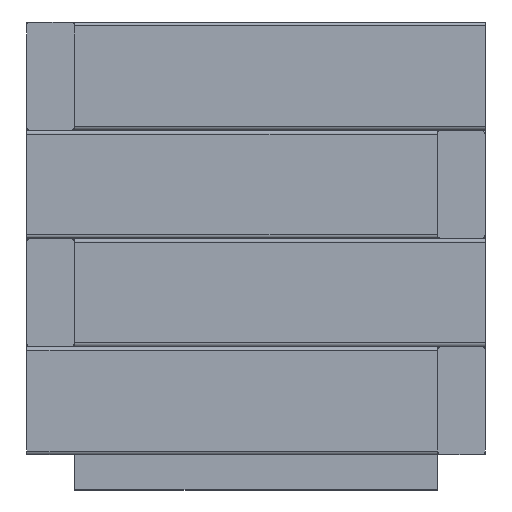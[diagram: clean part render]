
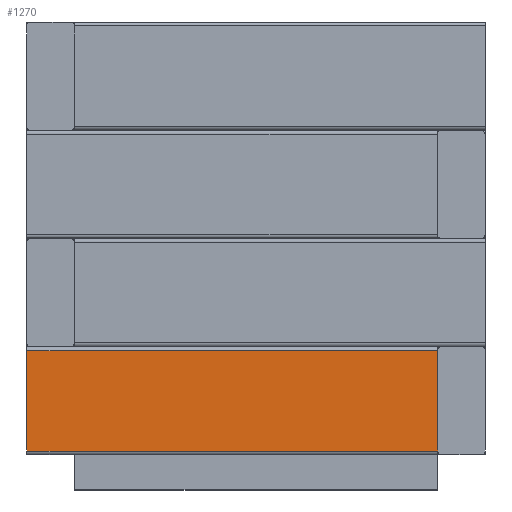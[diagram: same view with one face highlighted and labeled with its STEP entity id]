
A CAD part, left-side view. The second image highlights one B-rep face of the part: STEP entity #1270.
In plain terms, the highlighted planar face has unit normal (-1, 0, 0).
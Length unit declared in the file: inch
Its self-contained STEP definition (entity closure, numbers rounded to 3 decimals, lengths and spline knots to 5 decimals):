
#17=(
BOUNDED_CURVE()
B_SPLINE_CURVE(1,(#30117,#30118),.UNSPECIFIED.,.F.,.F.)
B_SPLINE_CURVE_WITH_KNOTS((2,2),(0.,96.),.UNSPECIFIED.)
CURVE()
GEOMETRIC_REPRESENTATION_ITEM()
RATIONAL_B_SPLINE_CURVE((1.,1.))
REPRESENTATION_ITEM('')
);
#1270=ADVANCED_FACE('',(#2478),#19224,.T.);
#2478=FACE_OUTER_BOUND('',#3687,.T.);
#3687=EDGE_LOOP('',(#8834,#8835,#8836,#8837));
#8834=ORIENTED_EDGE('',*,*,#12652,.T.);
#8835=ORIENTED_EDGE('',*,*,#12653,.T.);
#8836=ORIENTED_EDGE('',*,*,#12654,.F.);
#8837=ORIENTED_EDGE('',*,*,#12649,.F.);
#12649=EDGE_CURVE('',#18215,#18216,#17,.T.);
#12652=EDGE_CURVE('',#18215,#18218,#16396,.T.);
#12653=EDGE_CURVE('',#18218,#18219,#16397,.T.);
#12654=EDGE_CURVE('',#18216,#18219,#16398,.T.);
#16396=B_SPLINE_CURVE_WITH_KNOTS('',1,(#30124,#30125),.UNSPECIFIED.,.F.,
 .F.,(2,2),(5.20052,8.35052),.UNSPECIFIED.);
#16397=B_SPLINE_CURVE_WITH_KNOTS('',1,(#30126,#30127),.UNSPECIFIED.,.F.,
 .F.,(2,2),(0.,96.),.UNSPECIFIED.);
#16398=B_SPLINE_CURVE_WITH_KNOTS('',1,(#30128,#30129),.UNSPECIFIED.,.F.,
 .F.,(2,2),(5.20052,8.35052),.UNSPECIFIED.);
#18215=VERTEX_POINT('',#30099);
#18216=VERTEX_POINT('',#30100);
#18218=VERTEX_POINT('',#30102);
#18219=VERTEX_POINT('',#30103);
#19224=PLANE('',#20297);
#20297=AXIS2_PLACEMENT_3D('',#30089,#21833,$);
#21833=DIRECTION('',(-1.,0.,0.));
#30089=CARTESIAN_POINT('',(0.791,1.66448,0.09115));
#30099=CARTESIAN_POINT('',(0.791,1.66448,0.09115));
#30100=CARTESIAN_POINT('',(0.791,1.39573,0.09115));
#30102=CARTESIAN_POINT('',(0.791,1.66448,0.02552));
#30103=CARTESIAN_POINT('',(0.791,1.39573,0.02552));
#30117=CARTESIAN_POINT('',(0.791,1.66448,0.09115));
#30118=CARTESIAN_POINT('',(0.791,1.39573,0.09115));
#30124=CARTESIAN_POINT('',(0.791,1.66448,0.09115));
#30125=CARTESIAN_POINT('',(0.791,1.66448,0.02552));
#30126=CARTESIAN_POINT('',(0.791,1.66448,0.02552));
#30127=CARTESIAN_POINT('',(0.791,1.39573,0.02552));
#30128=CARTESIAN_POINT('',(0.791,1.39573,0.09115));
#30129=CARTESIAN_POINT('',(0.791,1.39573,0.02552));
